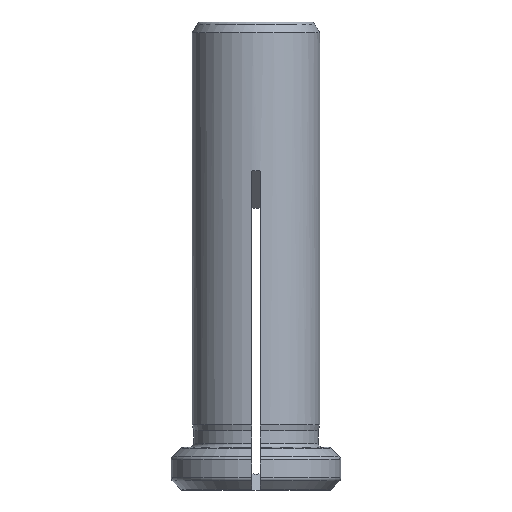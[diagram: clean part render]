
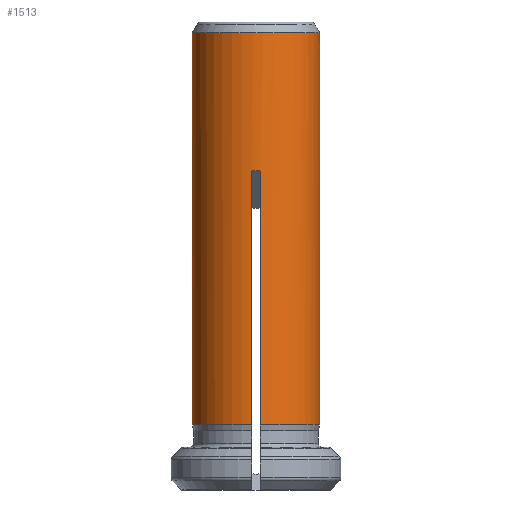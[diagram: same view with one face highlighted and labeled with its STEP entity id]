
A CAD part, front view. The second image highlights one B-rep face of the part: STEP entity #1513.
In plain terms, the highlighted cylindrical face has radius 6 mm (diameter 12 mm), a full revolution.
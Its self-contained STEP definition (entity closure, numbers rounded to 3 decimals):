
#185=CIRCLE('',#1597,6.);
#196=CIRCLE('',#1619,6.);
#207=CIRCLE('',#1641,6.);
#220=CIRCLE('',#1666,6.);
#226=CIRCLE('',#1677,6.);
#236=ELLIPSE('',#1685,8.485,6.);
#237=ELLIPSE('',#1686,8.485,6.);
#238=ELLIPSE('',#1687,8.485,6.);
#239=ELLIPSE('',#1688,8.485,6.);
#507=ORIENTED_EDGE('',*,*,#904,.T.);
#508=ORIENTED_EDGE('',*,*,#893,.F.);
#509=ORIENTED_EDGE('',*,*,#914,.T.);
#510=ORIENTED_EDGE('',*,*,#915,.T.);
#511=ORIENTED_EDGE('',*,*,#916,.F.);
#512=ORIENTED_EDGE('',*,*,#793,.F.);
#513=ORIENTED_EDGE('',*,*,#917,.T.);
#514=ORIENTED_EDGE('',*,*,#918,.T.);
#515=ORIENTED_EDGE('',*,*,#919,.F.);
#516=ORIENTED_EDGE('',*,*,#826,.F.);
#517=ORIENTED_EDGE('',*,*,#920,.T.);
#518=ORIENTED_EDGE('',*,*,#921,.T.);
#519=ORIENTED_EDGE('',*,*,#922,.F.);
#520=ORIENTED_EDGE('',*,*,#859,.F.);
#521=ORIENTED_EDGE('',*,*,#923,.T.);
#522=ORIENTED_EDGE('',*,*,#924,.T.);
#523=ORIENTED_EDGE('',*,*,#925,.F.);
#793=EDGE_CURVE('',#1012,#1011,#185,.F.);
#826=EDGE_CURVE('',#1034,#1033,#196,.F.);
#859=EDGE_CURVE('',#1056,#1055,#207,.F.);
#893=EDGE_CURVE('',#1079,#1080,#220,.F.);
#904=EDGE_CURVE('',#1090,#1090,#226,.T.);
#914=EDGE_CURVE('',#1079,#1092,#1152,.T.);
#915=EDGE_CURVE('',#1092,#1093,#236,.T.);
#916=EDGE_CURVE('',#1011,#1093,#1153,.T.);
#917=EDGE_CURVE('',#1012,#1094,#1154,.T.);
#918=EDGE_CURVE('',#1094,#1095,#237,.T.);
#919=EDGE_CURVE('',#1033,#1095,#1155,.T.);
#920=EDGE_CURVE('',#1034,#1096,#1156,.T.);
#921=EDGE_CURVE('',#1096,#1097,#238,.T.);
#922=EDGE_CURVE('',#1055,#1097,#1157,.T.);
#923=EDGE_CURVE('',#1056,#1098,#1158,.T.);
#924=EDGE_CURVE('',#1098,#1099,#239,.T.);
#925=EDGE_CURVE('',#1080,#1099,#1159,.T.);
#1011=VERTEX_POINT('',#2345);
#1012=VERTEX_POINT('',#2350);
#1033=VERTEX_POINT('',#2459);
#1034=VERTEX_POINT('',#2464);
#1055=VERTEX_POINT('',#2573);
#1056=VERTEX_POINT('',#2578);
#1079=VERTEX_POINT('',#2692);
#1080=VERTEX_POINT('',#2694);
#1090=VERTEX_POINT('',#2735);
#1092=VERTEX_POINT('',#2777);
#1093=VERTEX_POINT('',#2779);
#1094=VERTEX_POINT('',#2782);
#1095=VERTEX_POINT('',#2784);
#1096=VERTEX_POINT('',#2787);
#1097=VERTEX_POINT('',#2789);
#1098=VERTEX_POINT('',#2792);
#1099=VERTEX_POINT('',#2794);
#1152=LINE('',#2776,#1228);
#1153=LINE('',#2780,#1229);
#1154=LINE('',#2781,#1230);
#1155=LINE('',#2785,#1231);
#1156=LINE('',#2786,#1232);
#1157=LINE('',#2790,#1233);
#1158=LINE('',#2791,#1234);
#1159=LINE('',#2795,#1235);
#1228=VECTOR('',#2039,1000.);
#1229=VECTOR('',#2042,1000.);
#1230=VECTOR('',#2043,1000.);
#1231=VECTOR('',#2046,1000.);
#1232=VECTOR('',#2047,1000.);
#1233=VECTOR('',#2050,1000.);
#1234=VECTOR('',#2051,1000.);
#1235=VECTOR('',#2054,1000.);
#1322=EDGE_LOOP('',(#507));
#1323=EDGE_LOOP('',(#508,#509,#510,#511,#512,#513,#514,#515,#516,#517,#518,
#519,#520,#521,#522,#523));
#1414=FACE_BOUND('',#1322,.T.);
#1415=FACE_BOUND('',#1323,.T.);
#1449=CYLINDRICAL_SURFACE('',#1684,6.);
#1513=ADVANCED_FACE('',(#1414,#1415),#1449,.T.);
#1597=AXIS2_PLACEMENT_3D('',#2351,#1845,#1846);
#1619=AXIS2_PLACEMENT_3D('',#2465,#1895,#1896);
#1641=AXIS2_PLACEMENT_3D('',#2579,#1945,#1946);
#1666=AXIS2_PLACEMENT_3D('',#2693,#2001,#2002);
#1677=AXIS2_PLACEMENT_3D('',#2734,#2023,#2024);
#1684=AXIS2_PLACEMENT_3D('',#2775,#2037,#2038);
#1685=AXIS2_PLACEMENT_3D('',#2778,#2040,#2041);
#1686=AXIS2_PLACEMENT_3D('',#2783,#2044,#2045);
#1687=AXIS2_PLACEMENT_3D('',#2788,#2048,#2049);
#1688=AXIS2_PLACEMENT_3D('',#2793,#2052,#2053);
#1845=DIRECTION('',(0.,0.,1.));
#1846=DIRECTION('',(1.,0.,0.));
#1895=DIRECTION('',(0.,0.,1.));
#1896=DIRECTION('',(1.,0.,0.));
#1945=DIRECTION('',(0.,0.,1.));
#1946=DIRECTION('',(1.,0.,0.));
#2001=DIRECTION('',(0.,0.,1.));
#2002=DIRECTION('',(1.,0.,0.));
#2023=DIRECTION('',(0.,0.,-1.));
#2024=DIRECTION('',(-1.,0.,0.));
#2037=DIRECTION('',(0.,0.,1.));
#2038=DIRECTION('',(1.,0.,0.));
#2039=DIRECTION('',(0.,0.,1.));
#2040=DIRECTION('',(0.,-0.707,0.707));
#2041=DIRECTION('',(0.,0.707,0.707));
#2042=DIRECTION('',(0.,0.,1.));
#2043=DIRECTION('',(0.,0.,1.));
#2044=DIRECTION('',(0.707,0.,0.707));
#2045=DIRECTION('',(-0.707,0.,0.707));
#2046=DIRECTION('',(0.,0.,1.));
#2047=DIRECTION('',(0.,0.,1.));
#2048=DIRECTION('',(0.,0.707,0.707));
#2049=DIRECTION('',(0.,-0.707,0.707));
#2050=DIRECTION('',(0.,0.,1.));
#2051=DIRECTION('',(0.,0.,1.));
#2052=DIRECTION('',(-0.707,0.,0.707));
#2053=DIRECTION('',(0.707,0.,0.707));
#2054=DIRECTION('',(0.,0.,1.));
#2345=CARTESIAN_POINT('',(-0.4,5.987,2.127));
#2350=CARTESIAN_POINT('',(-5.987,0.4,2.127));
#2351=CARTESIAN_POINT('',(0.,0.,2.127));
#2459=CARTESIAN_POINT('',(-5.987,-0.4,2.127));
#2464=CARTESIAN_POINT('',(-0.4,-5.987,2.127));
#2465=CARTESIAN_POINT('',(0.,0.,2.127));
#2573=CARTESIAN_POINT('',(0.4,-5.987,2.127));
#2578=CARTESIAN_POINT('',(5.987,-0.4,2.127));
#2579=CARTESIAN_POINT('',(0.,0.,2.127));
#2692=CARTESIAN_POINT('',(0.4,5.987,2.127));
#2693=CARTESIAN_POINT('',(0.,0.,2.127));
#2694=CARTESIAN_POINT('',(5.987,0.4,2.127));
#2734=CARTESIAN_POINT('',(0.,0.,38.973));
#2735=CARTESIAN_POINT('',(-6.,0.,38.973));
#2775=CARTESIAN_POINT('',(0.,0.,60.));
#2776=CARTESIAN_POINT('',(0.4,5.987,60.));
#2777=CARTESIAN_POINT('',(0.4,5.987,25.987));
#2778=CARTESIAN_POINT('',(0.,0.,20.));
#2779=CARTESIAN_POINT('',(-0.4,5.987,25.987));
#2780=CARTESIAN_POINT('',(-0.4,5.987,60.));
#2781=CARTESIAN_POINT('',(-5.987,0.4,60.));
#2782=CARTESIAN_POINT('',(-5.987,0.4,25.987));
#2783=CARTESIAN_POINT('',(0.,0.,20.));
#2784=CARTESIAN_POINT('',(-5.987,-0.4,25.987));
#2785=CARTESIAN_POINT('',(-5.987,-0.4,60.));
#2786=CARTESIAN_POINT('',(-0.4,-5.987,60.));
#2787=CARTESIAN_POINT('',(-0.4,-5.987,25.987));
#2788=CARTESIAN_POINT('',(0.,0.,20.));
#2789=CARTESIAN_POINT('',(0.4,-5.987,25.987));
#2790=CARTESIAN_POINT('',(0.4,-5.987,60.));
#2791=CARTESIAN_POINT('',(5.987,-0.4,60.));
#2792=CARTESIAN_POINT('',(5.987,-0.4,25.987));
#2793=CARTESIAN_POINT('',(0.,0.,20.));
#2794=CARTESIAN_POINT('',(5.987,0.4,25.987));
#2795=CARTESIAN_POINT('',(5.987,0.4,60.));
